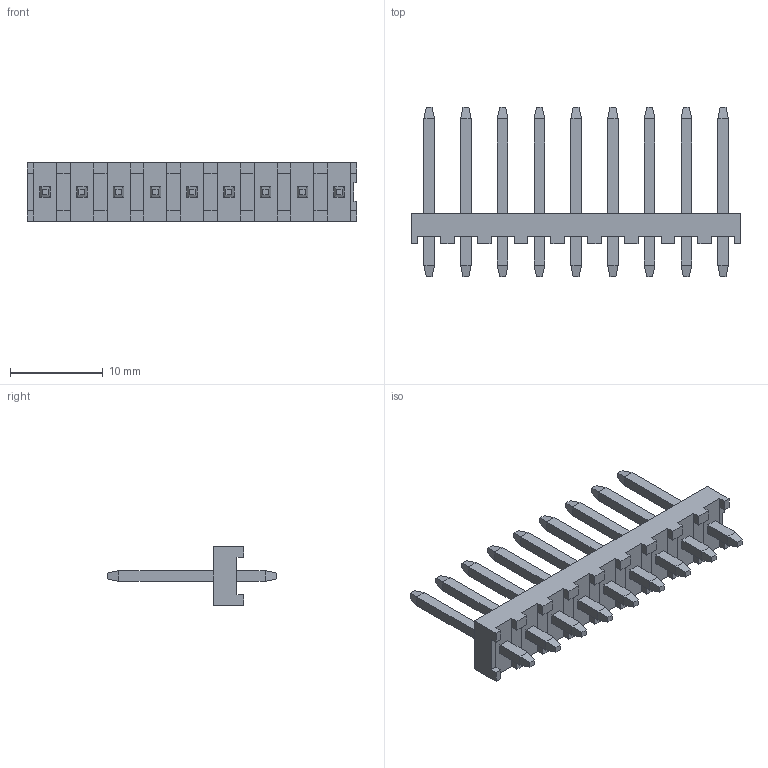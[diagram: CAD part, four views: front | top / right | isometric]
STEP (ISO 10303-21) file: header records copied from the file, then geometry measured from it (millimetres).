
FILE_DESCRIPTION( ( 'STEP AP214' ), '1' );
FILE_NAME( 'psolqas1116286135.stp', '2019-07-17T09:16:28', ( '' ), ( '' ), ' ', 'PARTsolutions', ' ' );
FILE_SCHEMA( ( 'AUTOMOTIVE_DESIGN { 1 0 10303 214 1 1 1 1 }' ) );
Length unit declared in the file: metre
Products named in the file (1): 1
Bounding box: 35.51 x 18.29 x 6.35 mm (x, y, z)
Volume: 768.6 mm3; surface area: 1349.6 mm2
Topology: 1 solids, 1 shells, 248 faces, 612 edges, 384 vertices
Faces by surface type: plane 248
Entity records: 7095 total; most frequent: CARTESIAN_POINT 1245, ORIENTED_EDGE 1224, DIRECTION 1110, EDGE_CURVE 612, LINE 612, VECTOR 612, VERTEX_POINT 384, EDGE_LOOP 266
